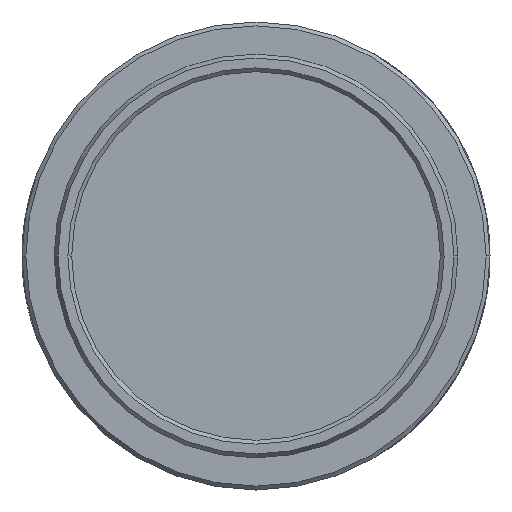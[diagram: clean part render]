
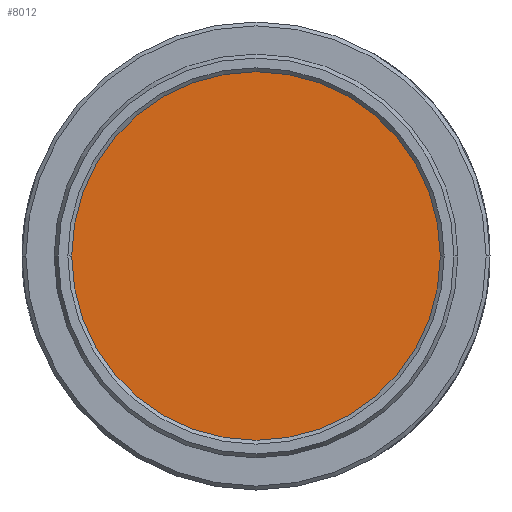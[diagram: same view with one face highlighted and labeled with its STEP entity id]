
A CAD part, left-side view. The second image highlights one B-rep face of the part: STEP entity #8012.
In plain terms, the highlighted planar face has unit normal (-1, 0, 0).
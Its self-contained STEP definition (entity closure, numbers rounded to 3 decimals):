
#792 = EDGE_CURVE ( 'NONE', #14809, #14558, #1190, .T. ) ;
#1190 = CIRCLE ( 'NONE', #13457, 12.45 ) ;
#1390 = EDGE_CURVE ( 'NONE', #14558, #14809, #12519, .T. ) ;
#1454 = DIRECTION ( 'NONE',  ( 0., 0., -1. ) ) ;
#1812 = DIRECTION ( 'NONE',  ( 0., 0., -1. ) ) ;
#2122 = CARTESIAN_POINT ( 'NONE',  ( -1.905, 0., 0. ) ) ;
#2372 = DIRECTION ( 'NONE',  ( -1., 0., 0. ) ) ;
#4539 = ORIENTED_EDGE ( 'NONE', *, *, #792, .T. ) ;
#4824 = PLANE ( 'NONE',  #8267 ) ;
#6014 = CARTESIAN_POINT ( 'NONE',  ( -1.905, 0., 0. ) ) ;
#6211 = AXIS2_PLACEMENT_3D ( 'NONE', #2122, #10166, #1812 ) ;
#6634 = EDGE_LOOP ( 'NONE', ( #14574, #4539 ) ) ;
#8012 = ADVANCED_FACE ( 'NONE', ( #12603 ), #4824, .F. ) ;
#8267 = AXIS2_PLACEMENT_3D ( 'NONE', #6014, #8322, #1454 ) ;
#8322 = DIRECTION ( 'NONE',  ( 1., 0., 0. ) ) ;
#9251 = CARTESIAN_POINT ( 'NONE',  ( -1.905, 0., 0. ) ) ;
#9902 = CARTESIAN_POINT ( 'NONE',  ( -1.905, 0., -12.45 ) ) ;
#10166 = DIRECTION ( 'NONE',  ( -1., 0., 0. ) ) ;
#10410 = DIRECTION ( 'NONE',  ( 0., 0., -1. ) ) ;
#12519 = CIRCLE ( 'NONE', #6211, 12.45 ) ;
#12603 = FACE_OUTER_BOUND ( 'NONE', #6634, .T. ) ;
#12772 = CARTESIAN_POINT ( 'NONE',  ( -1.905, 0., 12.45 ) ) ;
#13457 = AXIS2_PLACEMENT_3D ( 'NONE', #9251, #2372, #10410 ) ;
#14558 = VERTEX_POINT ( 'NONE', #9902 ) ;
#14574 = ORIENTED_EDGE ( 'NONE', *, *, #1390, .T. ) ;
#14809 = VERTEX_POINT ( 'NONE', #12772 ) ;
